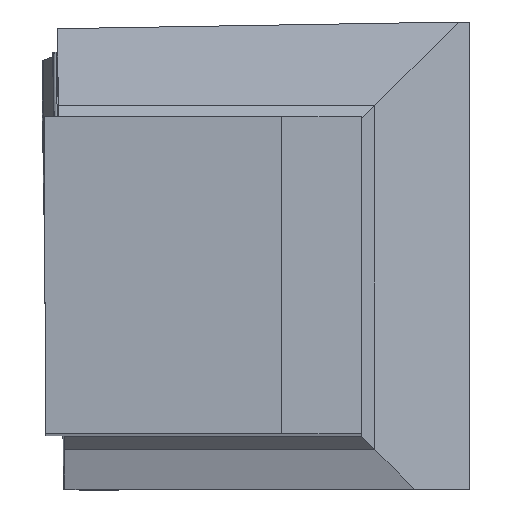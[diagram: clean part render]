
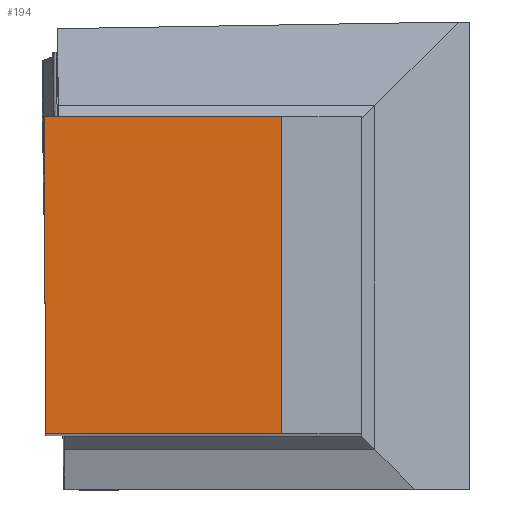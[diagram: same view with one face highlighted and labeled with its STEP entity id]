
A CAD part, top view. The second image highlights one B-rep face of the part: STEP entity #194.
In plain terms, the highlighted planar face has unit normal (0, 0, 1).
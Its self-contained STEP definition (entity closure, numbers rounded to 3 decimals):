
#194=ADVANCED_FACE('BLANK_BOXF006',(#314),#246,.F.);
#246=PLANE('',#1634);
#314=FACE_OUTER_BOUND('',#392,.T.);
#392=EDGE_LOOP('',(#714,#715,#716,#717));
#714=ORIENTED_EDGE('',*,*,#1103,.F.);
#715=ORIENTED_EDGE('',*,*,#1104,.T.);
#716=ORIENTED_EDGE('',*,*,#1105,.F.);
#717=ORIENTED_EDGE('',*,*,#1106,.F.);
#926=VERTEX_POINT('',#2538);
#927=VERTEX_POINT('',#2539);
#928=VERTEX_POINT('',#2541);
#929=VERTEX_POINT('',#2543);
#1103=EDGE_CURVE('',#926,#927,#1261,.T.);
#1104=EDGE_CURVE('',#926,#928,#1262,.T.);
#1105=EDGE_CURVE('',#929,#928,#1263,.T.);
#1106=EDGE_CURVE('',#927,#929,#1264,.T.);
#1261=LINE('',#2537,#1419);
#1262=LINE('',#2540,#1420);
#1263=LINE('',#2542,#1421);
#1264=LINE('',#2544,#1422);
#1419=VECTOR('',#1951,1.);
#1420=VECTOR('',#1952,1.);
#1421=VECTOR('',#1953,1.);
#1422=VECTOR('',#1954,1.);
#1634=AXIS2_PLACEMENT_3D('',#2545,#1955,#1956);
#1951=DIRECTION('',(-1.,0.,0.));
#1952=DIRECTION('',(0.,1.,0.));
#1953=DIRECTION('',(1.,0.,0.));
#1954=DIRECTION('',(-0.004,1.,0.));
#1955=DIRECTION('',(0.,0.,-1.));
#1956=DIRECTION('',(0.,-1.,0.));
#2537=CARTESIAN_POINT('',(70.,0.,0.));
#2538=CARTESIAN_POINT('',(-3.,0.,0.));
#2539=CARTESIAN_POINT('',(-11.873,0.,0.));
#2540=CARTESIAN_POINT('',(-3.,-2.,0.));
#2541=CARTESIAN_POINT('',(-3.,11.925,0.));
#2542=CARTESIAN_POINT('',(-70.,11.925,0.));
#2543=CARTESIAN_POINT('',(-11.925,11.925,0.));
#2544=CARTESIAN_POINT('',(-11.567,-70.051,0.));
#2545=CARTESIAN_POINT('',(-23.925,-2.,0.));
